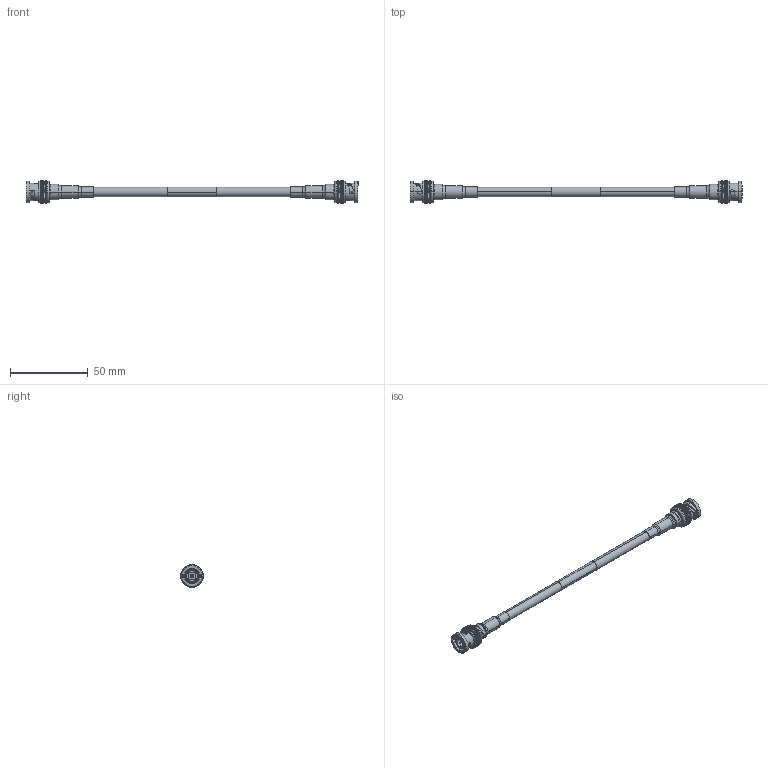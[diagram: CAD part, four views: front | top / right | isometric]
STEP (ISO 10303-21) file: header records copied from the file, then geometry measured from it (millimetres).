
FILE_DESCRIPTION (( 'STEP AP214' ), '1' );
FILE_NAME ('FMC0808240LF_3D.step', '2023-10-09T21:45:40', ( '' ), ( '' ), 'SwSTEP 2.0', 'SolidWorks 2022', '' );
FILE_SCHEMA (( 'AUTOMOTIVE_DESIGN' ));
Length unit declared in the file: inch
Products named in the file (9): Part1^FMC0808240LF; TC-240-BM-X_c-contact; Copy (2) of TC-240-BM-X^FMC0808240LF; TC-240-BM-X_insulator; FMC0808240LF_3D; TC-240-BM-X_body_with flange; Copy of TC-240-BM-X^FMC0808240LF; TC-240-BM-X_ferrule; Copy of LMR-240^FMC0808240LF_默认
Assembly tree (12 placements, depth 3):
  FMC0808240LF_3D
    Copy of TC-240-BM-X^FMC0808240LF
      TC-240-BM-X_body_with flange
      TC-240-BM-X_c-contact
      TC-240-BM-X_insulator
      TC-240-BM-X_ferrule
    Copy (2) of TC-240-BM-X^FMC0808240LF
      TC-240-BM-X_body_with flange
      TC-240-BM-X_c-contact
      TC-240-BM-X_insulator
      TC-240-BM-X_ferrule
    Copy of LMR-240^FMC0808240LF_默认
    Part1^FMC0808240LF
Bounding box: 212.91 x 14.5 x 14.5 mm (x, y, z)
Volume: 9024.9 mm3; surface area: 13393.4 mm2
Topology: 12 solids, 14 shells, 922 faces, 2430 edges, 1554 vertices
Faces by surface type: plane 396, cylinder 390, cone 104, bspline 16, torus 12, sphere 4
Entity records: 17486 total; most frequent: CARTESIAN_POINT 5408, ORIENTED_EDGE 2536, DIRECTION 2010, EDGE_CURVE 1268, VERTEX_POINT 809, AXIS2_PLACEMENT_3D 773, B_SPLINE_CURVE_WITH_KNOTS 520, EDGE_LOOP 517
